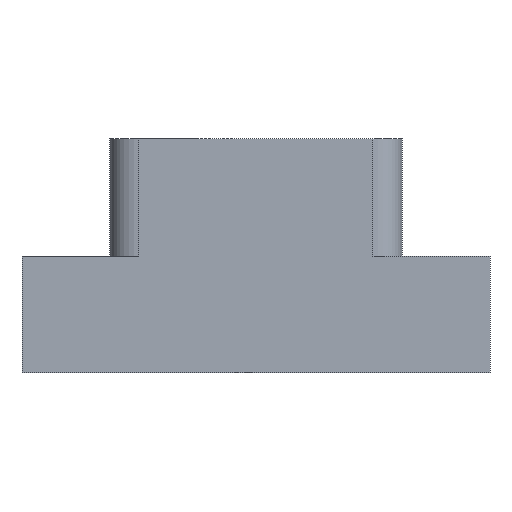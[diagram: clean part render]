
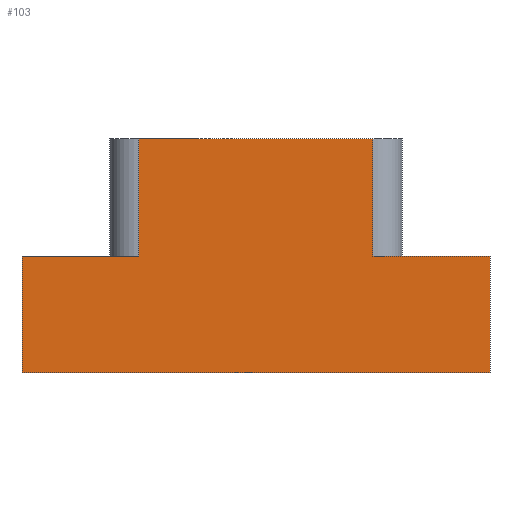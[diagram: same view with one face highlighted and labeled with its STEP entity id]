
A CAD part, left-side view. The second image highlights one B-rep face of the part: STEP entity #103.
In plain terms, the highlighted planar face has unit normal (-1, 0, 0).
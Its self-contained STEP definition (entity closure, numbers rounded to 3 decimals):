
#1=CARTESIAN_POINT('POINT1',(-40.,40.,0.));
#2=VERTEX_POINT('VERTEX1',#1);
#19=CARTESIAN_POINT('POINT4',(-40.,40.,-20.));
#20=VERTEX_POINT('VERTEX4',#19);
#27=CARTESIAN_POINT('POS4',(-40.,40.,0.));
#28=DIRECTION('DIR4',(0.,0.,-1.));
#29=VECTOR('VEC4',#28,1.);
#30=LINE('STRAIGHT4',#27,#29);
#31=EDGE_CURVE('EDGE4',#2,#20,#30,.T.);
#41=CARTESIAN_POINT('POINT5',(-40.,-40.,-20.));
#42=VERTEX_POINT('VERTEX5',#41);
#43=CARTESIAN_POINT('POS6',(-40.,0.,-20.));
#44=DIRECTION('DIR7',(0.,1.,0.));
#45=VECTOR('VEC5',#44,1.);
#46=LINE('STRAIGHT5',#43,#45);
#47=EDGE_CURVE('EDGE5',#42,#20,#46,.T.);
#48=ORIENTED_EDGE('COEDGE5',*,*,#47,.F.);
#49=CARTESIAN_POINT('POINT6',(-40.,-40.,0.));
#50=VERTEX_POINT('VERTEX6',#49);
#51=CARTESIAN_POINT('POS7',(-40.,-40.,0.));
#52=DIRECTION('DIR8',(0.,0.,-1.));
#53=VECTOR('VEC6',#52,1.);
#54=LINE('STRAIGHT6',#51,#53);
#55=EDGE_CURVE('EDGE6',#50,#42,#54,.T.);
#56=ORIENTED_EDGE('COEDGE6',*,*,#55,.F.);
#57=CARTESIAN_POINT('POINT7',(-40.,-20.,0.));
#58=VERTEX_POINT('VERTEX7',#57);
#59=CARTESIAN_POINT('POS8',(-40.,-15.,0.));
#60=DIRECTION('DIR9',(0.,1.,0.));
#61=VECTOR('VEC7',#60,1.);
#62=LINE('STRAIGHT7',#59,#61);
#63=EDGE_CURVE('EDGE7',#50,#58,#62,.T.);
#64=ORIENTED_EDGE('COEDGE7',*,*,#63,.T.);
#65=CARTESIAN_POINT('POINT8',(-40.,-20.,20.));
#66=VERTEX_POINT('VERTEX8',#65);
#67=CARTESIAN_POINT('POS9',(-40.,-20.,5.));
#68=DIRECTION('DIR10',(0.,0.,1.));
#69=VECTOR('VEC8',#68,1.);
#70=LINE('STRAIGHT8',#67,#69);
#71=EDGE_CURVE('EDGE8',#58,#66,#70,.T.);
#72=ORIENTED_EDGE('COEDGE8',*,*,#71,.T.);
#73=CARTESIAN_POINT('POINT9',(-40.,20.,20.));
#74=VERTEX_POINT('VERTEX9',#73);
#75=CARTESIAN_POINT('POS10',(-40.,0.,20.));
#76=DIRECTION('DIR11',(0.,-1.,0.));
#77=VECTOR('VEC9',#76,1.);
#78=LINE('STRAIGHT9',#75,#77);
#79=EDGE_CURVE('EDGE9',#74,#66,#78,.T.);
#80=ORIENTED_EDGE('COEDGE9',*,*,#79,.F.);
#81=CARTESIAN_POINT('POINT10',(-40.,20.,0.));
#82=VERTEX_POINT('VERTEX10',#81);
#83=CARTESIAN_POINT('POS11',(-40.,20.,5.));
#84=DIRECTION('DIR12',(0.,0.,-1.));
#85=VECTOR('VEC10',#84,1.);
#86=LINE('STRAIGHT10',#83,#85);
#87=EDGE_CURVE('EDGE10',#74,#82,#86,.T.);
#88=ORIENTED_EDGE('COEDGE10',*,*,#87,.T.);
#89=CARTESIAN_POINT('POS12',(-40.,15.,0.));
#90=DIRECTION('DIR13',(0.,1.,0.));
#91=VECTOR('VEC11',#90,1.);
#92=LINE('STRAIGHT11',#89,#91);
#93=EDGE_CURVE('EDGE11',#82,#2,#92,.T.);
#94=ORIENTED_EDGE('COEDGE11',*,*,#93,.T.);
#95=ORIENTED_EDGE('COEDGE12',*,*,#31,.T.);
#96=EDGE_LOOP('NONE',(#48,#56,#64,#72,#80,#88,#94,#95));
#97=FACE_BOUND('LOOP1',#96,.T.);
#98=CARTESIAN_POINT('POS13',(-40.,0.,0.));
#99=DIRECTION('DIR14',(1.,0.,0.));
#100=DIRECTION('DIR15',(0.,1.,0.));
#101=AXIS2_PLACEMENT_3D('AXIS2',#98,#99,#100);
#102=PLANE('PLANE2',#101);
#103=ADVANCED_FACE('FACE2',(#97),#102,.F.);
